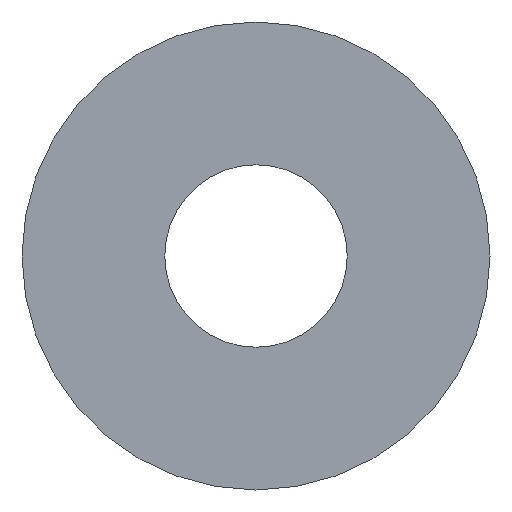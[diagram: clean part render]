
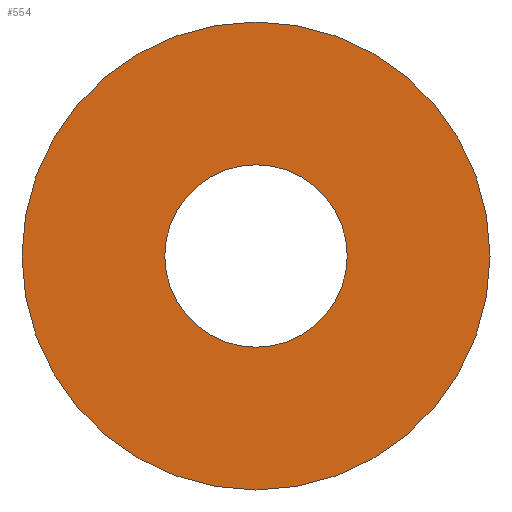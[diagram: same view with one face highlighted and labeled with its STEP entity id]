
A CAD part, left-side view. The second image highlights one B-rep face of the part: STEP entity #554.
In plain terms, the highlighted planar face has unit normal (-1, 0, 0).
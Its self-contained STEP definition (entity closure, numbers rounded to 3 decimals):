
#51 = AXIS2_PLACEMENT_3D ( 'NONE', #243, #304, #545 ) ;
#59 = DIRECTION ( 'NONE',  ( 0., 0., -1. ) ) ;
#88 = EDGE_CURVE ( 'NONE', #158, #158, #447, .T. ) ;
#115 = ORIENTED_EDGE ( 'NONE', *, *, #88, .T. ) ;
#130 = CIRCLE ( 'NONE', #305, 4.25 ) ;
#153 = CARTESIAN_POINT ( 'NONE',  ( 0., 0., 0. ) ) ;
#158 = VERTEX_POINT ( 'NONE', #221 ) ;
#203 = PLANE ( 'NONE',  #51 ) ;
#221 = CARTESIAN_POINT ( 'NONE',  ( 0., 0., 10.9 ) ) ;
#223 = EDGE_LOOP ( 'NONE', ( #260 ) ) ;
#227 = CARTESIAN_POINT ( 'NONE',  ( 0., 0., -4.25 ) ) ;
#243 = CARTESIAN_POINT ( 'NONE',  ( 0., -7.5, -4.33 ) ) ;
#259 = FACE_OUTER_BOUND ( 'NONE', #398, .T. ) ;
#260 = ORIENTED_EDGE ( 'NONE', *, *, #553, .T. ) ;
#281 = DIRECTION ( 'NONE',  ( 1., 0., 0. ) ) ;
#304 = DIRECTION ( 'NONE',  ( -1., 0., 0. ) ) ;
#305 = AXIS2_PLACEMENT_3D ( 'NONE', #566, #281, #59 ) ;
#398 = EDGE_LOOP ( 'NONE', ( #115 ) ) ;
#447 = CIRCLE ( 'NONE', #454, 10.9 ) ;
#454 = AXIS2_PLACEMENT_3D ( 'NONE', #153, #563, #556 ) ;
#545 = DIRECTION ( 'NONE',  ( 0., 0., 1. ) ) ;
#552 = FACE_BOUND ( 'NONE', #223, .T. ) ;
#553 = EDGE_CURVE ( 'NONE', #586, #586, #130, .T. ) ;
#554 = ADVANCED_FACE ( 'NONE', ( #552, #259 ), #203, .T. ) ;
#556 = DIRECTION ( 'NONE',  ( 0., 0., 1. ) ) ;
#563 = DIRECTION ( 'NONE',  ( -1., 0., 0. ) ) ;
#566 = CARTESIAN_POINT ( 'NONE',  ( 0., 0., 0. ) ) ;
#586 = VERTEX_POINT ( 'NONE', #227 ) ;
